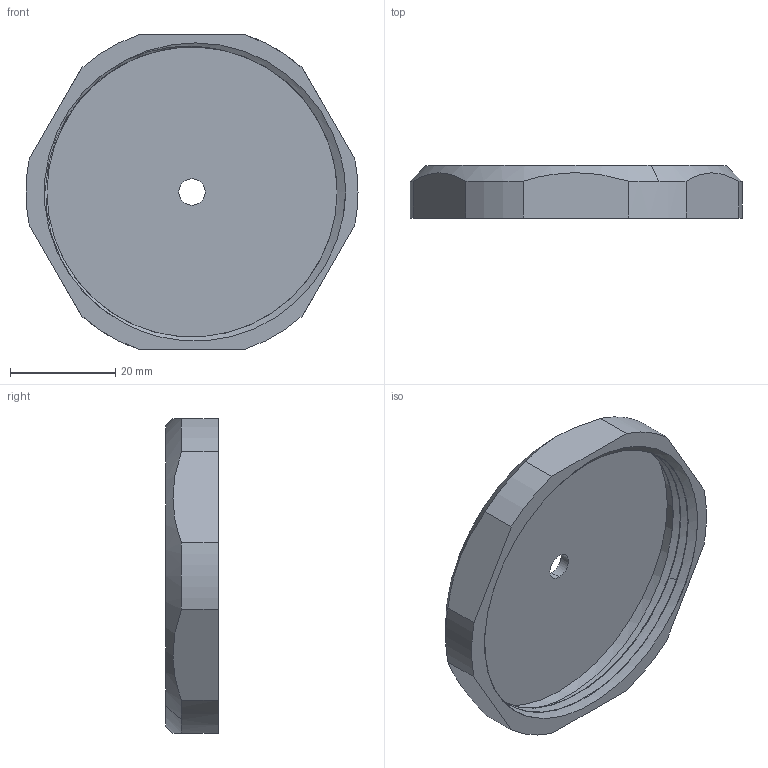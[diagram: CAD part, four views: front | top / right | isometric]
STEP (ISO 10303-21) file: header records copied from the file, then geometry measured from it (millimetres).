
FILE_DESCRIPTION((''),'2;1');
FILE_NAME('STS_O3_BACK_COVER','2022-10-13T',('lenovo'),(''),'PRO/ENGINEER BY PARAMETRIC TECHNOLOGY CORPORATION, 2008380','PRO/ENGINEER BY PARAMETRIC TECHNOLOGY CORPORATION, 2008380','');
FILE_SCHEMA(('CONFIG_CONTROL_DESIGN'));
Length unit declared in the file: millimetre
Products named in the file (1): STS_O3_BACK_COVER
Bounding box: 63 x 10 x 59.76 mm (x, y, z)
Volume: 8758.3 mm3; surface area: 10149.8 mm2
Topology: 1 solids, 1 shells, 32 faces, 94 edges, 65 vertices
Faces by surface type: cylinder 14, plane 11, bspline 4, cone 3
Entity records: 2082 total; most frequent: CARTESIAN_POINT 1214, ORIENTED_EDGE 188, DIRECTION 155, EDGE_CURVE 94, VERTEX_POINT 65, AXIS2_PLACEMENT_3D 63, EDGE_LOOP 35, CIRCLE 35
